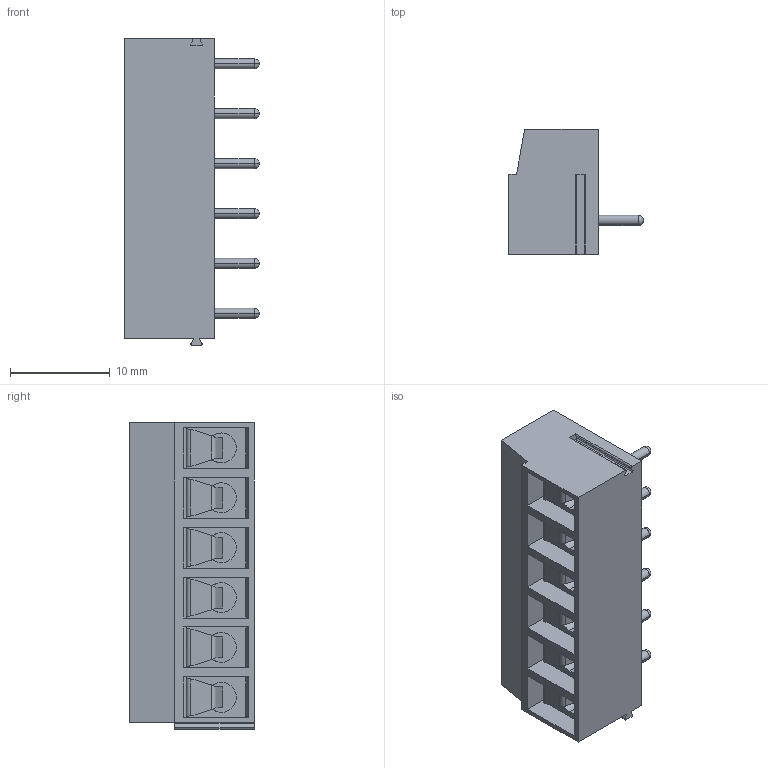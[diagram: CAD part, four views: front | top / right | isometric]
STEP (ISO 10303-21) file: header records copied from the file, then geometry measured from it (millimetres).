
FILE_DESCRIPTION((''),'2;1');
FILE_NAME('TL200V-XXP-XS','2024-10-19T',('yanfa'),(''),'PRO/ENGINEER BY PARAMETRIC TECHNOLOGY CORPORATION, 2009280','PRO/ENGINEER BY PARAMETRIC TECHNOLOGY CORPORATION, 2009280','');
FILE_SCHEMA(('AUTOMOTIVE_DESIGN_CC2 { 1 2 10303 214 -1 1 5 2 }'));
Length unit declared in the file: millimetre
Products named in the file (1): TL200V-XXP-XS
Bounding box: 13.5 x 12.5 x 30.68 mm (x, y, z)
Volume: 2608.2 mm3; surface area: 2715.4 mm2
Topology: 1 solids, 1 shells, 408 faces, 1050 edges, 662 vertices
Faces by surface type: plane 214, cylinder 122, extrusion 24, cone 24, torus 12, sphere 12
Entity records: 12596 total; most frequent: CARTESIAN_POINT 2734, ORIENTED_EDGE 2076, DIRECTION 1990, EDGE_CURVE 1038, AXIS2_PLACEMENT_3D 676, VERTEX_POINT 662, VECTOR 638, LINE 614
